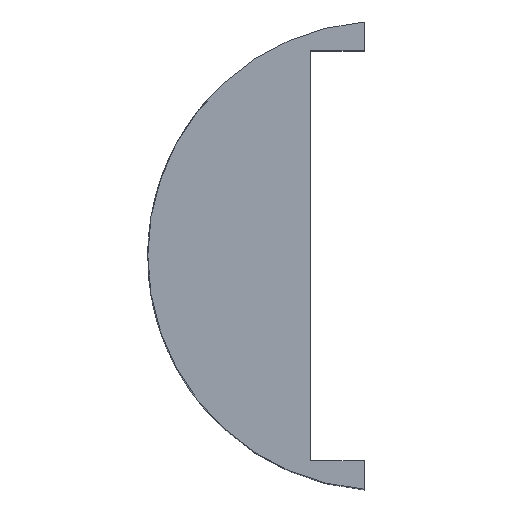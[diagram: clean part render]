
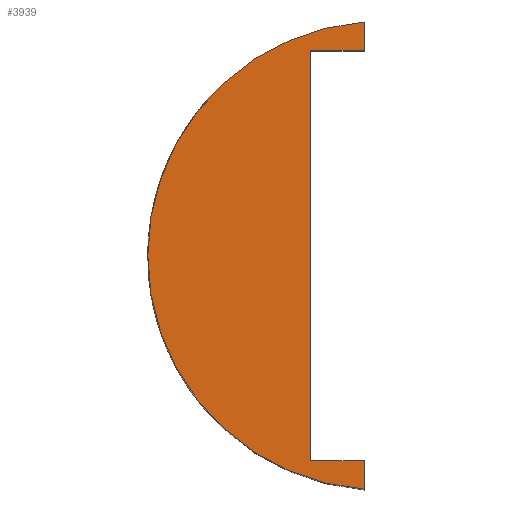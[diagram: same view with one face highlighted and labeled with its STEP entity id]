
A CAD part, top view. The second image highlights one B-rep face of the part: STEP entity #3939.
In plain terms, the highlighted planar face has unit normal (0, 0, 1).
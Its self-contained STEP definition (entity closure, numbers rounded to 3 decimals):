
#257=CIRCLE('',#4182,26.251);
#279=FACE_OUTER_BOUND('',#498,.T.);
#498=EDGE_LOOP('',(#2618,#2619,#2620,#2621,#2622,#2623));
#750=LINE('',#5158,#1187);
#756=LINE('',#5170,#1193);
#757=LINE('',#5174,#1194);
#758=LINE('',#5176,#1195);
#759=LINE('',#5177,#1196);
#1187=VECTOR('',#4362,10.);
#1193=VECTOR('',#4370,10.);
#1194=VECTOR('',#4375,10.);
#1195=VECTOR('',#4376,10.);
#1196=VECTOR('',#4377,10.);
#1623=VERTEX_POINT('',#5154);
#1625=VERTEX_POINT('',#5157);
#1628=VERTEX_POINT('',#5164);
#1630=VERTEX_POINT('',#5168);
#1631=VERTEX_POINT('',#5173);
#1632=VERTEX_POINT('',#5175);
#2020=EDGE_CURVE('',#1625,#1623,#750,.T.);
#2026=EDGE_CURVE('',#1628,#1630,#756,.T.);
#2027=EDGE_CURVE('',#1628,#1623,#257,.T.);
#2028=EDGE_CURVE('',#1631,#1630,#757,.T.);
#2029=EDGE_CURVE('',#1632,#1631,#758,.T.);
#2030=EDGE_CURVE('',#1625,#1632,#759,.T.);
#2618=ORIENTED_EDGE('',*,*,#2020,.T.);
#2619=ORIENTED_EDGE('',*,*,#2027,.F.);
#2620=ORIENTED_EDGE('',*,*,#2026,.T.);
#2621=ORIENTED_EDGE('',*,*,#2028,.F.);
#2622=ORIENTED_EDGE('',*,*,#2029,.F.);
#2623=ORIENTED_EDGE('',*,*,#2030,.F.);
#3794=PLANE('',#4181);
#3939=ADVANCED_FACE('',(#279),#3794,.F.);
#4181=AXIS2_PLACEMENT_3D('',#5171,#4371,#4372);
#4182=AXIS2_PLACEMENT_3D('',#5172,#4373,#4374);
#4362=DIRECTION('',(0.,1.,0.));
#4370=DIRECTION('',(0.,1.,0.));
#4371=DIRECTION('center_axis',(0.,0.,-1.));
#4372=DIRECTION('ref_axis',(0.,1.,0.));
#4373=DIRECTION('center_axis',(0.,0.,-1.));
#4374=DIRECTION('ref_axis',(0.,1.,0.));
#4375=DIRECTION('',(1.,0.,0.));
#4376=DIRECTION('',(0.,-1.,0.));
#4377=DIRECTION('',(-1.,0.,0.));
#5154=CARTESIAN_POINT('',(-2.,26.175,84.));
#5157=CARTESIAN_POINT('',(-2.,23.,84.));
#5158=CARTESIAN_POINT('',(-2.,-0.813,84.));
#5164=CARTESIAN_POINT('',(-2.,-26.175,84.));
#5168=CARTESIAN_POINT('',(-2.,-23.,84.));
#5170=CARTESIAN_POINT('',(-2.,-25.438,84.));
#5171=CARTESIAN_POINT('Origin',(-8.,-26.251,84.));
#5172=CARTESIAN_POINT('Origin',(0.,0.,84.));
#5173=CARTESIAN_POINT('',(-8.,-23.,84.));
#5174=CARTESIAN_POINT('',(-4.,-23.,84.));
#5175=CARTESIAN_POINT('',(-8.,23.,84.));
#5176=CARTESIAN_POINT('',(-8.,-24.625,84.));
#5177=CARTESIAN_POINT('',(-8.,23.,84.));
